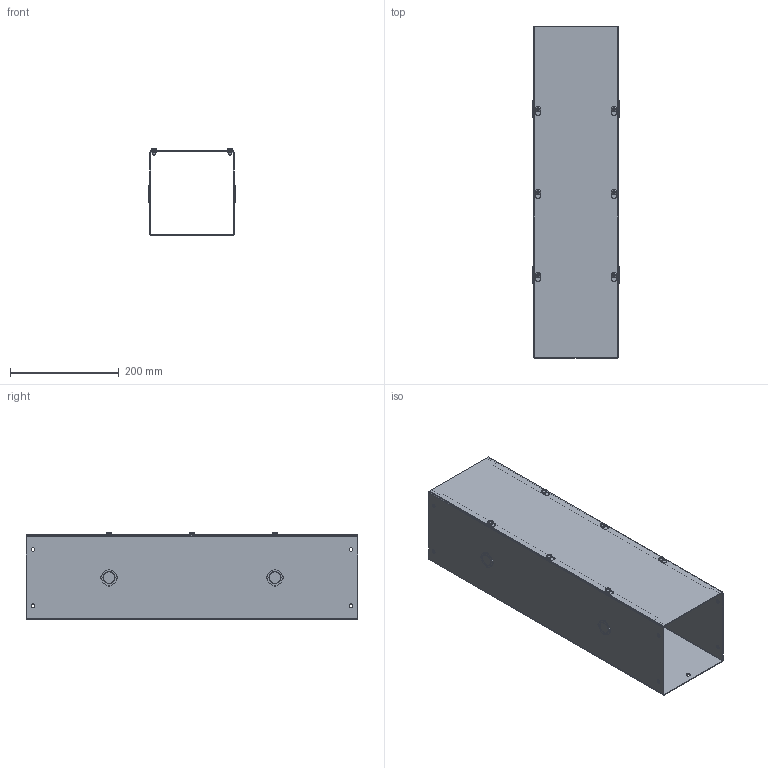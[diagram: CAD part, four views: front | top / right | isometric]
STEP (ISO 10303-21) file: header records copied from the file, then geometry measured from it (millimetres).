
FILE_DESCRIPTION (( 'STEP AP203' ), '1' );
FILE_NAME ('CWSC624.step', '2024-04-25T15:10:18', ( '' ), ( '' ), 'SwSTEP 2.0', 'SolidWorks 2023', '' );
FILE_SCHEMA (( 'CONFIG_CONTROL_DESIGN' ));
Length unit declared in the file: inch
Products named in the file (1): CWSC624
Bounding box: 158.95 x 609.6 x 159.74 mm (x, y, z)
Volume: 563255 mm3; surface area: 778899.1 mm2
Topology: 8 solids, 8 shells, 410 faces, 1116 edges, 732 vertices
Faces by surface type: cylinder 188, plane 186, bspline 24, cone 12
Entity records: 14305 total; most frequent: CARTESIAN_POINT 3615, DIRECTION 2254, ORIENTED_EDGE 2232, EDGE_CURVE 1116, AXIS2_PLACEMENT_3D 811, VERTEX_POINT 732, VECTOR 632, LINE 632
